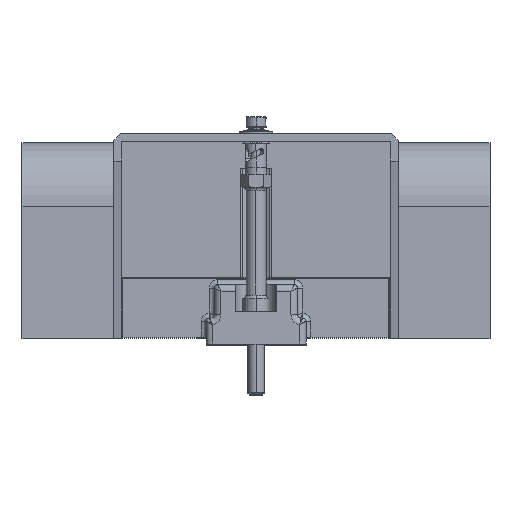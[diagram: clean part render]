
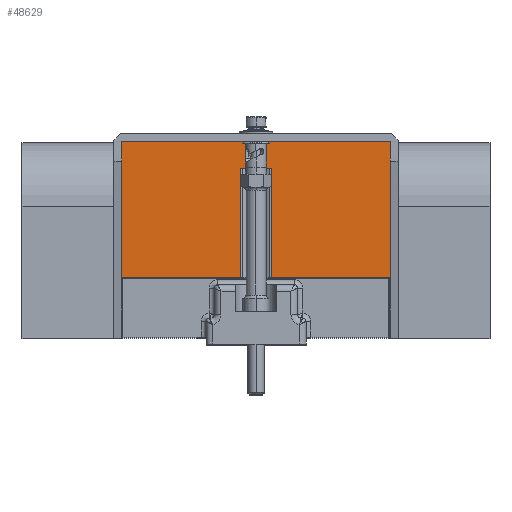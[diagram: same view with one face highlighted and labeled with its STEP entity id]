
A CAD part, top view. The second image highlights one B-rep face of the part: STEP entity #48629.
In plain terms, the highlighted planar face has unit normal (0, 0, 1).
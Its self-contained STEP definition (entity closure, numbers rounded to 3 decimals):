
#3368=DIRECTION('',(0.,-1.,0.));
#3369=VECTOR('',#3368,40.8);
#3370=CARTESIAN_POINT('',(40.3,60.8,149.));
#3371=LINE('',#3370,#3369);
#3583=DIRECTION('',(-1.,0.,0.));
#3584=VECTOR('',#3583,35.782);
#3585=CARTESIAN_POINT('',(-4.518,20.,149.));
#3586=LINE('',#3585,#3584);
#3587=DIRECTION('',(-1.,0.,0.));
#3588=VECTOR('',#3587,35.782);
#3589=CARTESIAN_POINT('',(40.3,20.,149.));
#3590=LINE('',#3589,#3588);
#3591=DIRECTION('',(0.,-1.,0.));
#3592=VECTOR('',#3591,32.8);
#3593=CARTESIAN_POINT('',(4.518,52.8,149.));
#3594=LINE('',#3593,#3592);
#3595=DIRECTION('',(0.,1.,0.));
#3596=VECTOR('',#3595,32.8);
#3597=CARTESIAN_POINT('',(-4.518,20.,149.));
#3598=LINE('',#3597,#3596);
#3599=DIRECTION('',(0.,-1.,0.));
#3600=VECTOR('',#3599,40.8);
#3601=CARTESIAN_POINT('',(-40.3,60.8,149.));
#3602=LINE('',#3601,#3600);
#16001=DIRECTION('',(1.,0.,0.));
#16002=VECTOR('',#16001,80.6);
#16003=CARTESIAN_POINT('',(-40.3,60.8,149.));
#16004=LINE('',#16003,#16002);
#27622=DIRECTION('',(1.,0.,0.));
#27623=VECTOR('',#27622,9.035);
#27624=CARTESIAN_POINT('',(-4.518,52.8,149.));
#27625=LINE('',#27624,#27623);
#41703=CARTESIAN_POINT('',(-40.3,60.8,149.));
#41704=CARTESIAN_POINT('',(40.3,60.8,149.));
#41705=VERTEX_POINT('',#41703);
#41706=VERTEX_POINT('',#41704);
#41715=CARTESIAN_POINT('',(4.518,52.8,149.));
#41716=VERTEX_POINT('',#41715);
#41717=CARTESIAN_POINT('',(-4.518,52.8,149.));
#41718=VERTEX_POINT('',#41717);
#42411=CARTESIAN_POINT('',(-4.518,20.,149.));
#42412=CARTESIAN_POINT('',(-40.3,20.,149.));
#42413=VERTEX_POINT('',#42411);
#42414=VERTEX_POINT('',#42412);
#42429=CARTESIAN_POINT('',(4.518,20.,149.));
#42430=VERTEX_POINT('',#42429);
#42433=CARTESIAN_POINT('',(40.3,20.,149.));
#42434=VERTEX_POINT('',#42433);
#48608=CARTESIAN_POINT('',(40.3,60.8,149.));
#48609=DIRECTION('',(0.,0.,1.));
#48610=DIRECTION('',(-1.,0.,0.));
#48611=AXIS2_PLACEMENT_3D('',#48608,#48609,#48610);
#48612=PLANE('',#48611);
#48613=ORIENTED_EDGE('',*,*,#48598,.T.);
#48615=ORIENTED_EDGE('',*,*,#48614,.F.);
#48617=ORIENTED_EDGE('',*,*,#48616,.T.);
#48618=ORIENTED_EDGE('',*,*,#48468,.T.);
#48620=ORIENTED_EDGE('',*,*,#48619,.T.);
#48622=ORIENTED_EDGE('',*,*,#48621,.F.);
#48624=ORIENTED_EDGE('',*,*,#48623,.F.);
#48626=ORIENTED_EDGE('',*,*,#48625,.F.);
#48627=EDGE_LOOP('',(#48613,#48615,#48617,#48618,#48620,#48622,#48624,#48626));
#48628=FACE_OUTER_BOUND('',#48627,.F.);
#48629=ADVANCED_FACE('',(#48628),#48612,.T.);
#48468=EDGE_CURVE('',#41706,#42434,#3371,.T.);
#48598=EDGE_CURVE('',#42413,#42414,#3586,.T.);
#48614=EDGE_CURVE('',#41705,#42414,#3602,.T.);
#48616=EDGE_CURVE('',#41705,#41706,#16004,.T.);
#48619=EDGE_CURVE('',#42434,#42430,#3590,.T.);
#48621=EDGE_CURVE('',#41716,#42430,#3594,.T.);
#48623=EDGE_CURVE('',#41718,#41716,#27625,.T.);
#48625=EDGE_CURVE('',#42413,#41718,#3598,.T.);
